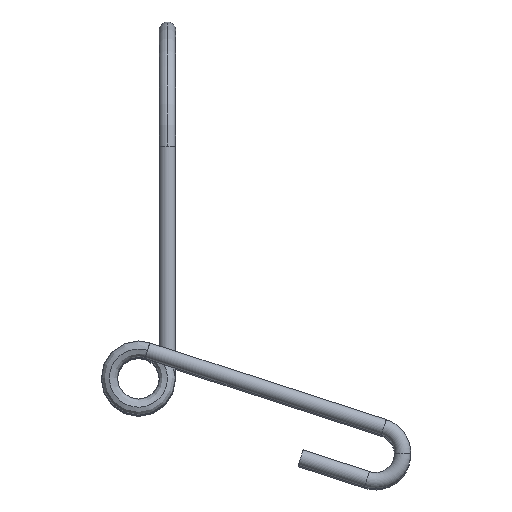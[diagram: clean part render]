
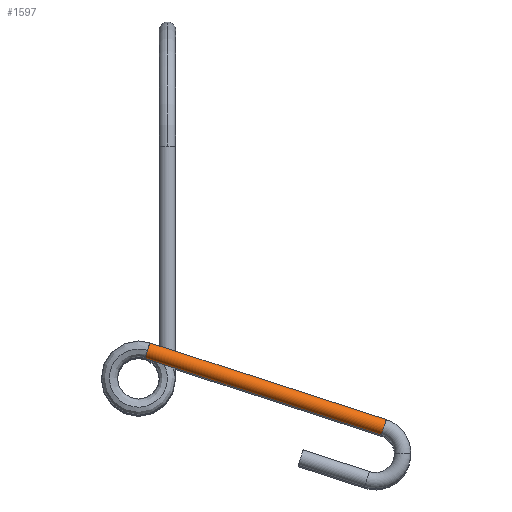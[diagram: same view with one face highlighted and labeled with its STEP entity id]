
A CAD part, top view. The second image highlights one B-rep face of the part: STEP entity #1597.
In plain terms, the highlighted cylindrical face has radius 0.35 mm (diameter 0.7 mm), a partial arc.
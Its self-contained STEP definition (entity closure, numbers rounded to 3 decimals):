
#132 = CARTESIAN_POINT ( 'NONE',  ( 10.563, -2.118, 25.14 ) ) ;
#234 = EDGE_CURVE ( 'NONE', #1561, #1167, #4410, .T. ) ;
#294 = CARTESIAN_POINT ( 'NONE',  ( 0.386, 1.189, 25.49 ) ) ;
#302 = CARTESIAN_POINT ( 'NONE',  ( 0.483, 1.486, 25.322 ) ) ;
#318 = CARTESIAN_POINT ( 'NONE',  ( 0.358, 1.102, 25.49 ) ) ;
#368 = CARTESIAN_POINT ( 'NONE',  ( 0.386, 1.189, 25.49 ) ) ;
#371 = EDGE_CURVE ( 'NONE', #2546, #1561, #4210, .T. ) ;
#428 = CARTESIAN_POINT ( 'NONE',  ( 10.563, -2.118, 25.14 ) ) ;
#631 = B_SPLINE_CURVE_WITH_KNOTS ( 'NONE', 3,
 ( #294, #318, #1384, #2791, #1111, #4005 ),
 .UNSPECIFIED., .F., .F.,
 ( 4, 2, 4 ),
 ( 0., 0.5, 1. ),
 .UNSPECIFIED. ) ;
#649 = ORIENTED_EDGE ( 'NONE', *, *, #371, .F. ) ;
#749 = CARTESIAN_POINT ( 'NONE',  ( 10.671, -1.785, 25.14 ) ) ;
#753 = CARTESIAN_POINT ( 'NONE',  ( 10.454, -2.451, 25.14 ) ) ;
#1076 = VERTEX_POINT ( 'NONE', #1432 ) ;
#1090 = EDGE_CURVE ( 'NONE', #1076, #1167, #631, .T. ) ;
#1111 = CARTESIAN_POINT ( 'NONE',  ( 0.278, 0.856, 25.231 ) ) ;
#1167 = VERTEX_POINT ( 'NONE', #3663 ) ;
#1264 = AXIS2_PLACEMENT_3D ( 'NONE', #132, #1550, #1877 ) ;
#1337 = AXIS2_PLACEMENT_3D ( 'NONE', #428, #3081, #2388 ) ;
#1384 = CARTESIAN_POINT ( 'NONE',  ( 0.33, 1.015, 25.452 ) ) ;
#1432 = CARTESIAN_POINT ( 'NONE',  ( 0.386, 1.189, 25.49 ) ) ;
#1450 = CARTESIAN_POINT ( 'NONE',  ( 10.671, -1.785, 25.14 ) ) ;
#1455 = EDGE_CURVE ( 'NONE', #2392, #1076, #4543, .T. ) ;
#1550 = DIRECTION ( 'NONE',  ( -0.951, 0.309, 0. ) ) ;
#1561 = VERTEX_POINT ( 'NONE', #753 ) ;
#1597 = ADVANCED_FACE ( 'NONE', ( #3226 ), #2881, .T. ) ;
#1869 = LINE ( 'NONE', #1450, #4031 ) ;
#1877 = DIRECTION ( 'NONE',  ( -0.309, -0.951, 0. ) ) ;
#2068 = CARTESIAN_POINT ( 'NONE',  ( 0.415, 1.276, 25.49 ) ) ;
#2138 = EDGE_LOOP ( 'NONE', ( #649, #3004, #4554, #4076, #4310 ) ) ;
#2388 = DIRECTION ( 'NONE',  ( 0.309, 0.951, 0. ) ) ;
#2392 = VERTEX_POINT ( 'NONE', #3641 ) ;
#2546 = VERTEX_POINT ( 'NONE', #749 ) ;
#2791 = CARTESIAN_POINT ( 'NONE',  ( 0.29, 0.892, 25.322 ) ) ;
#2850 = DIRECTION ( 'NONE',  ( -0.951, 0.309, 0. ) ) ;
#2881 = CYLINDRICAL_SURFACE ( 'NONE', #1264, 0.35 ) ;
#3004 = ORIENTED_EDGE ( 'NONE', *, *, #3456, .T. ) ;
#3081 = DIRECTION ( 'NONE',  ( 0.951, -0.309, 0. ) ) ;
#3226 = FACE_OUTER_BOUND ( 'NONE', #2138, .T. ) ;
#3332 = CARTESIAN_POINT ( 'NONE',  ( 10.454, -2.451, 25.14 ) ) ;
#3456 = EDGE_CURVE ( 'NONE', #2546, #2392, #1869, .T. ) ;
#3641 = CARTESIAN_POINT ( 'NONE',  ( 0.494, 1.522, 25.14 ) ) ;
#3663 = CARTESIAN_POINT ( 'NONE',  ( 0.278, 0.856, 25.14 ) ) ;
#3723 = DIRECTION ( 'NONE',  ( -0.951, 0.309, 0. ) ) ;
#3808 = CARTESIAN_POINT ( 'NONE',  ( 0.443, 1.363, 25.452 ) ) ;
#3831 = CARTESIAN_POINT ( 'NONE',  ( 0.494, 1.522, 25.14 ) ) ;
#4005 = CARTESIAN_POINT ( 'NONE',  ( 0.278, 0.856, 25.14 ) ) ;
#4031 = VECTOR ( 'NONE', #2850, 1000. ) ;
#4059 = VECTOR ( 'NONE', #3723, 1000. ) ;
#4076 = ORIENTED_EDGE ( 'NONE', *, *, #1090, .T. ) ;
#4210 = CIRCLE ( 'NONE', #1337, 0.35 ) ;
#4310 = ORIENTED_EDGE ( 'NONE', *, *, #234, .F. ) ;
#4410 = LINE ( 'NONE', #3332, #4059 ) ;
#4543 = B_SPLINE_CURVE_WITH_KNOTS ( 'NONE', 3,
 ( #3831, #4548, #302, #3808, #2068, #368 ),
 .UNSPECIFIED., .F., .F.,
 ( 4, 2, 4 ),
 ( 0., 0.5, 1. ),
 .UNSPECIFIED. ) ;
#4548 = CARTESIAN_POINT ( 'NONE',  ( 0.494, 1.522, 25.231 ) ) ;
#4554 = ORIENTED_EDGE ( 'NONE', *, *, #1455, .T. ) ;
